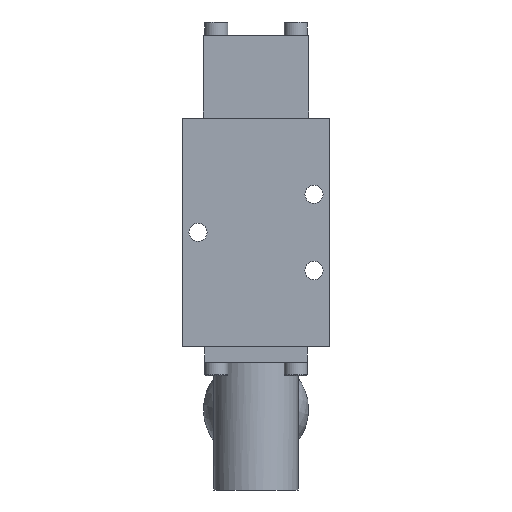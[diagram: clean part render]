
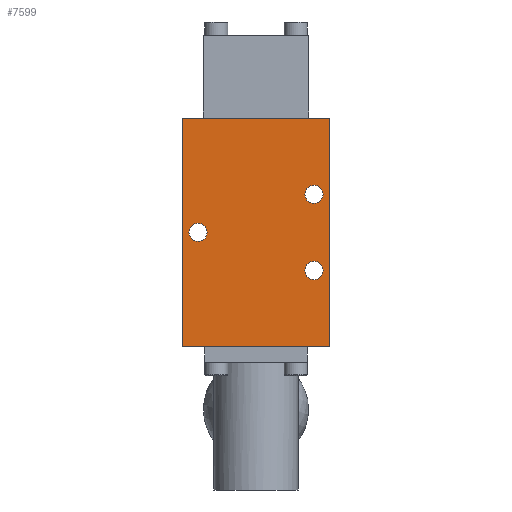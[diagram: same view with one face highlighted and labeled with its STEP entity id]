
A CAD part, front view. The second image highlights one B-rep face of the part: STEP entity #7599.
In plain terms, the highlighted planar face has unit normal (0, -1, 0).
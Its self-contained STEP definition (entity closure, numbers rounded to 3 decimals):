
#126=LINE('',#12354,#448);
#132=LINE('',#12367,#454);
#134=LINE('',#12370,#456);
#137=LINE('',#12375,#459);
#448=VECTOR('',#9631,69.);
#454=VECTOR('',#9639,69.);
#456=VECTOR('',#9643,44.5);
#459=VECTOR('',#9650,44.5);
#774=PLANE('',#8351);
#1406=FACE_BOUND('',#2569,.T.);
#1407=FACE_BOUND('',#2570,.T.);
#1408=FACE_BOUND('',#2571,.T.);
#1872=FACE_OUTER_BOUND('',#2568,.T.);
#2568=EDGE_LOOP('',(#5818,#5819,#5820,#5821));
#2569=EDGE_LOOP('',(#5822));
#2570=EDGE_LOOP('',(#5823));
#2571=EDGE_LOOP('',(#5824));
#3564=CIRCLE('',#8250,2.75);
#3566=CIRCLE('',#8253,2.75);
#3568=CIRCLE('',#8256,2.75);
#4084=VERTEX_POINT('',#12024);
#4086=VERTEX_POINT('',#12029);
#4088=VERTEX_POINT('',#12034);
#4144=VERTEX_POINT('',#12352);
#4145=VERTEX_POINT('',#12353);
#4150=VERTEX_POINT('',#12364);
#4151=VERTEX_POINT('',#12366);
#4811=EDGE_CURVE('',#4084,#4084,#3564,.T.);
#4813=EDGE_CURVE('',#4086,#4086,#3566,.T.);
#4815=EDGE_CURVE('',#4088,#4088,#3568,.T.);
#4871=EDGE_CURVE('',#4144,#4145,#126,.T.);
#4877=EDGE_CURVE('',#4151,#4150,#132,.T.);
#4879=EDGE_CURVE('',#4150,#4145,#134,.T.);
#4882=EDGE_CURVE('',#4151,#4144,#137,.T.);
#5818=ORIENTED_EDGE('',*,*,#4877,.T.);
#5819=ORIENTED_EDGE('',*,*,#4879,.T.);
#5820=ORIENTED_EDGE('',*,*,#4871,.F.);
#5821=ORIENTED_EDGE('',*,*,#4882,.F.);
#5822=ORIENTED_EDGE('',*,*,#4811,.F.);
#5823=ORIENTED_EDGE('',*,*,#4813,.F.);
#5824=ORIENTED_EDGE('',*,*,#4815,.F.);
#7599=ADVANCED_FACE('',(#1872,#1406,#1407,#1408),#774,.F.);
#8250=AXIS2_PLACEMENT_3D('',#12025,#9435,#9436);
#8253=AXIS2_PLACEMENT_3D('',#12030,#9441,#9442);
#8256=AXIS2_PLACEMENT_3D('',#12035,#9447,#9448);
#8351=AXIS2_PLACEMENT_3D('',#12374,#9648,#9649);
#9435=DIRECTION('center_axis',(0.,-1.,0.));
#9436=DIRECTION('ref_axis',(0.,0.,1.));
#9441=DIRECTION('center_axis',(0.,-1.,0.));
#9442=DIRECTION('ref_axis',(0.,0.,
-1.));
#9447=DIRECTION('center_axis',(0.,-1.,0.));
#9448=DIRECTION('ref_axis',(0.,0.,
-1.));
#9631=DIRECTION('',(0.,0.,1.));
#9639=DIRECTION('',(0.,0.,1.));
#9643=DIRECTION('',(-1.,0.,0.));
#9648=DIRECTION('center_axis',(0.,1.,0.));
#9649=DIRECTION('ref_axis',(0.,0.,1.));
#9650=DIRECTION('',(-1.,0.,0.));
#12024=CARTESIAN_POINT('',(17.5,-15.875,-14.25));
#12025=CARTESIAN_POINT('Origin',(17.5,-15.875,-11.5));
#12029=CARTESIAN_POINT('',(-17.5,-15.875,-2.75));
#12030=CARTESIAN_POINT('Origin',(-17.5,-15.875,0.));
#12034=CARTESIAN_POINT('',(17.5,-15.875,8.75));
#12035=CARTESIAN_POINT('Origin',(17.5,-15.875,11.5));
#12352=CARTESIAN_POINT('',(-22.25,-15.875,-34.5));
#12353=CARTESIAN_POINT('',(-22.25,-15.875,34.5));
#12354=CARTESIAN_POINT('',(-22.25,-15.875,-34.5));
#12364=CARTESIAN_POINT('',(22.25,-15.875,34.5));
#12366=CARTESIAN_POINT('',(22.25,-15.875,-34.5));
#12367=CARTESIAN_POINT('',(22.25,-15.875,-34.5));
#12370=CARTESIAN_POINT('',(-22.25,-15.875,34.5));
#12374=CARTESIAN_POINT('Origin',(-22.25,-15.875,-34.5));
#12375=CARTESIAN_POINT('',(-22.25,-15.875,-34.5));
